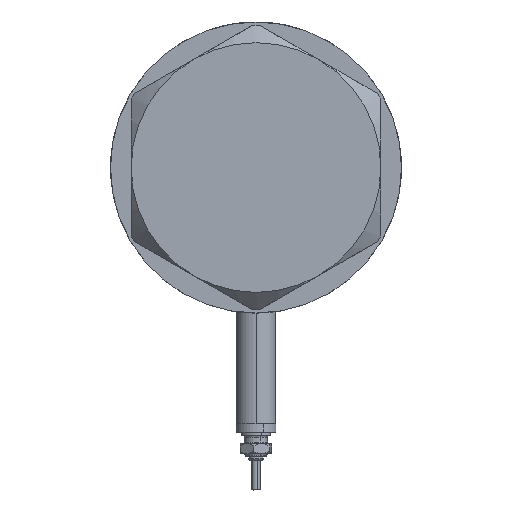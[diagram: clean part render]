
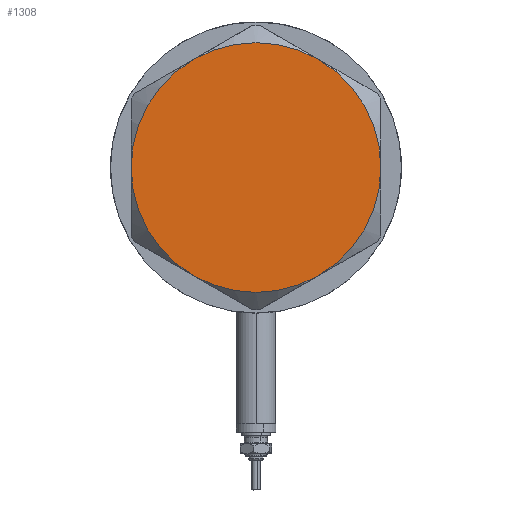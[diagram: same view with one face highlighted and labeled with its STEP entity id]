
A CAD part, left-side view. The second image highlights one B-rep face of the part: STEP entity #1308.
In plain terms, the highlighted face is planar.
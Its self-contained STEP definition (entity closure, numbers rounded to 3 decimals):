
#146 = EDGE_CURVE ( 'NONE', #352, #1794, #4333, .T. ) ;
#162 = AXIS2_PLACEMENT_3D ( 'NONE', #5792, #2555, #4477 ) ;
#265 = VERTEX_POINT ( 'NONE', #5586 ) ;
#287 = CIRCLE ( 'NONE', #5442, 37.75 ) ;
#352 = VERTEX_POINT ( 'NONE', #3788 ) ;
#380 = ORIENTED_EDGE ( 'NONE', *, *, #1364, .T. ) ;
#522 = ORIENTED_EDGE ( 'NONE', *, *, #4754, .T. ) ;
#545 = CARTESIAN_POINT ( 'NONE',  ( 0., 0., 13. ) ) ;
#779 = VERTEX_POINT ( 'NONE', #810 ) ;
#810 = CARTESIAN_POINT ( 'NONE',  ( 37.75, 0., 13. ) ) ;
#899 = DIRECTION ( 'NONE',  ( 1., 0., 0. ) ) ;
#1188 = CARTESIAN_POINT ( 'NONE',  ( -18.875, -32.692, 13. ) ) ;
#1198 = ORIENTED_EDGE ( 'NONE', *, *, #5675, .T. ) ;
#1308 = ADVANCED_FACE ( 'NONE', ( #4911 ), #2576, .T. ) ;
#1324 = CIRCLE ( 'NONE', #4746, 37.75 ) ;
#1364 = EDGE_CURVE ( 'NONE', #3533, #779, #1324, .T. ) ;
#1460 = EDGE_CURVE ( 'NONE', #779, #265, #1795, .T. ) ;
#1746 = DIRECTION ( 'NONE',  ( 1., 0., 0. ) ) ;
#1794 = VERTEX_POINT ( 'NONE', #3712 ) ;
#1795 = CIRCLE ( 'NONE', #5209, 37.75 ) ;
#1920 = CARTESIAN_POINT ( 'NONE',  ( 0., 0., 13. ) ) ;
#2302 = CARTESIAN_POINT ( 'NONE',  ( 0., 0., 13. ) ) ;
#2381 = DIRECTION ( 'NONE',  ( 0., 0., 1. ) ) ;
#2398 = DIRECTION ( 'NONE',  ( 1., 0., 0. ) ) ;
#2555 = DIRECTION ( 'NONE',  ( 0., 0., 1. ) ) ;
#2576 = PLANE ( 'NONE',  #5309 ) ;
#2709 = CARTESIAN_POINT ( 'NONE',  ( 0., 0., 13. ) ) ;
#2762 = CARTESIAN_POINT ( 'NONE',  ( 0., 0., 13. ) ) ;
#2880 = EDGE_CURVE ( 'NONE', #2894, #3533, #4745, .T. ) ;
#2894 = VERTEX_POINT ( 'NONE', #1188 ) ;
#3240 = DIRECTION ( 'NONE',  ( 0., 0., 1. ) ) ;
#3254 = ORIENTED_EDGE ( 'NONE', *, *, #146, .T. ) ;
#3492 = ORIENTED_EDGE ( 'NONE', *, *, #1460, .T. ) ;
#3533 = VERTEX_POINT ( 'NONE', #4710 ) ;
#3712 = CARTESIAN_POINT ( 'NONE',  ( -37.75, 0., 13. ) ) ;
#3788 = CARTESIAN_POINT ( 'NONE',  ( -18.875, 32.692, 13. ) ) ;
#3862 = CIRCLE ( 'NONE', #5227, 37.75 ) ;
#4035 = EDGE_LOOP ( 'NONE', ( #380, #3492, #1198, #3254, #522, #4546 ) ) ;
#4247 = AXIS2_PLACEMENT_3D ( 'NONE', #2709, #5938, #899 ) ;
#4333 = CIRCLE ( 'NONE', #4247, 37.75 ) ;
#4477 = DIRECTION ( 'NONE',  ( 1., 0., 0. ) ) ;
#4546 = ORIENTED_EDGE ( 'NONE', *, *, #2880, .T. ) ;
#4710 = CARTESIAN_POINT ( 'NONE',  ( 18.875, -32.692, 13. ) ) ;
#4731 = DIRECTION ( 'NONE',  ( 1., 0., 0. ) ) ;
#4745 = CIRCLE ( 'NONE', #162, 37.75 ) ;
#4746 = AXIS2_PLACEMENT_3D ( 'NONE', #2302, #5065, #1746 ) ;
#4754 = EDGE_CURVE ( 'NONE', #1794, #2894, #3862, .T. ) ;
#4911 = FACE_OUTER_BOUND ( 'NONE', #4035, .T. ) ;
#5033 = DIRECTION ( 'NONE',  ( 1., 0., 0. ) ) ;
#5065 = DIRECTION ( 'NONE',  ( 0., 0., 1. ) ) ;
#5104 = DIRECTION ( 'NONE',  ( 1., 0., 0. ) ) ;
#5157 = CARTESIAN_POINT ( 'NONE',  ( 0., 0., 13. ) ) ;
#5209 = AXIS2_PLACEMENT_3D ( 'NONE', #1920, #3240, #4731 ) ;
#5227 = AXIS2_PLACEMENT_3D ( 'NONE', #545, #5251, #2398 ) ;
#5251 = DIRECTION ( 'NONE',  ( 0., 0., 1. ) ) ;
#5309 = AXIS2_PLACEMENT_3D ( 'NONE', #2762, #5481, #5033 ) ;
#5442 = AXIS2_PLACEMENT_3D ( 'NONE', #5157, #2381, #5104 ) ;
#5481 = DIRECTION ( 'NONE',  ( 0., 0., 1. ) ) ;
#5586 = CARTESIAN_POINT ( 'NONE',  ( 18.875, 32.692, 13. ) ) ;
#5675 = EDGE_CURVE ( 'NONE', #265, #352, #287, .T. ) ;
#5792 = CARTESIAN_POINT ( 'NONE',  ( 0., 0., 13. ) ) ;
#5938 = DIRECTION ( 'NONE',  ( 0., 0., 1. ) ) ;
